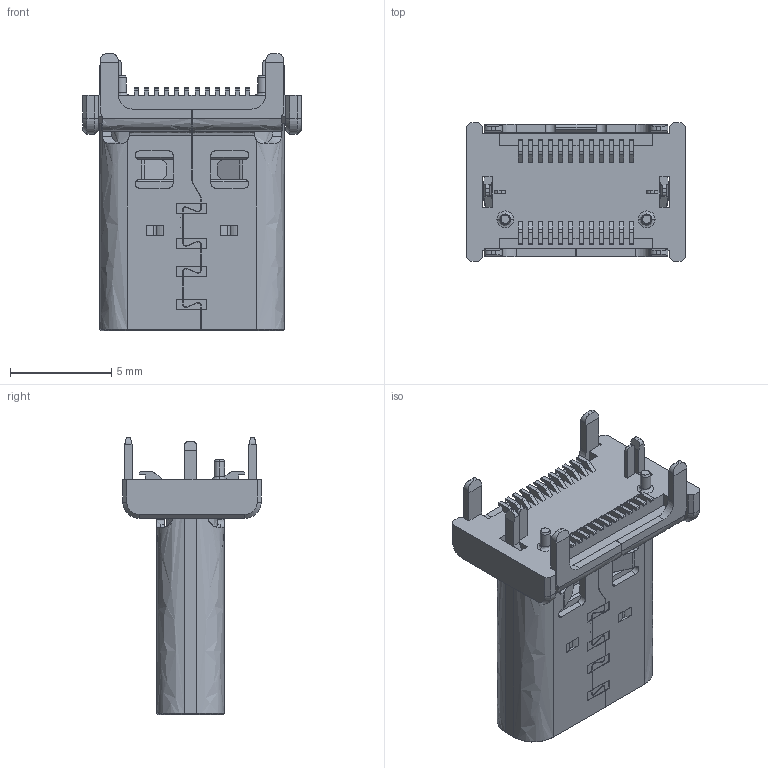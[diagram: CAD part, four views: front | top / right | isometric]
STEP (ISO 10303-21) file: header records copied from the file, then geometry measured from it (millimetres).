
FILE_DESCRIPTION (( 'STEP AP203' ), '1' );
FILE_NAME ('LCK-TCF901-L120YL-G5.STEP', '2025-02-18T02:59:40', ( 'admin' ), ( '' ), 'SwSTEP 2.0', 'SolidWorks 2022', '' );
FILE_SCHEMA (( 'CONFIG_CONTROL_DESIGN' ));
Products named in the file (1): LCK-TCF901-L120YL-G5
Bounding box: 10.8 x 6.84 x 13.7 mm (x, y, z)
Volume: 303.9 mm3; surface area: 975 mm2
Topology: 2 solids, 29 shells, 1418 faces, 3962 edges, 2579 vertices
Faces by surface type: bspline 1418
Entity records: 47951 total; most frequent: CARTESIAN_POINT 16111, ORIENTED_EDGE 7924, DIRECTION 4286, EDGE_CURVE 3962, LINE 3054, VECTOR 3054, VERTEX_POINT 2579, EDGE_LOOP 1459
